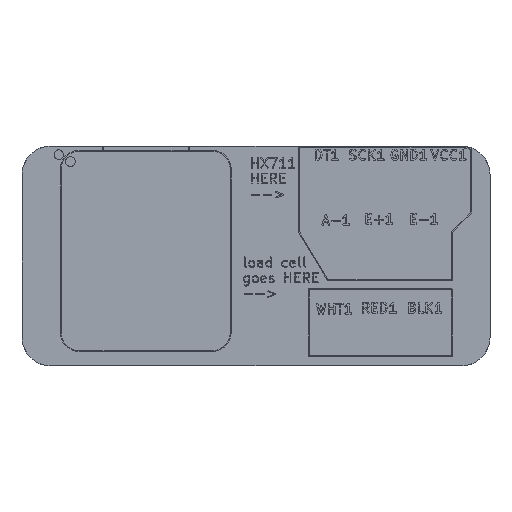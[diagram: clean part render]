
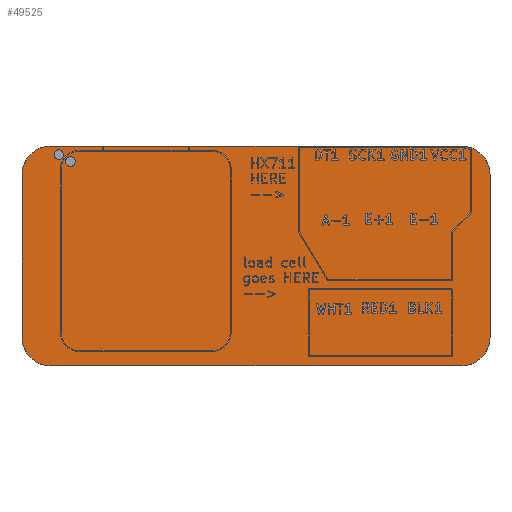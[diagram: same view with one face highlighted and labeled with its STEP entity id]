
A CAD part, top view. The second image highlights one B-rep face of the part: STEP entity #49525.
In plain terms, the highlighted planar face has unit normal (0, 0, 1).
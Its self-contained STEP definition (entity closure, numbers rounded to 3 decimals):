
#49525 = ADVANCED_FACE('',(#49526),#49660,.T.);
#49526 = FACE_BOUND('',#49527,.F.);
#49527 = EDGE_LOOP('',(#49528,#49539,#49547,#49555,#49563,#49572,#49580,
    #49588,#49596,#49605,#49613,#49621,#49629,#49638,#49646,#49654));
#49528 = ORIENTED_EDGE('',*,*,#49529,.T.);
#49529 = EDGE_CURVE('',#49530,#49532,#49534,.T.);
#49530 = VERTEX_POINT('',#49531);
#49531 = CARTESIAN_POINT('',(32.002,-24.832,1.56));
#49532 = VERTEX_POINT('',#49533);
#49533 = CARTESIAN_POINT('',(34.832,-22.002,1.56));
#49534 = CIRCLE('',#49535,3.002);
#49535 = AXIS2_PLACEMENT_3D('',#49536,#49537,#49538);
#49536 = CARTESIAN_POINT('',(35.,-25.,1.56));
#49537 = DIRECTION('',(0.,0.,-1.));
#49538 = DIRECTION('',(-0.998,0.056,0.));
#49539 = ORIENTED_EDGE('',*,*,#49540,.T.);
#49540 = EDGE_CURVE('',#49532,#49541,#49543,.T.);
#49541 = VERTEX_POINT('',#49542);
#49542 = CARTESIAN_POINT('',(35.,-22.,1.56));
#49543 = LINE('',#49544,#49545);
#49544 = CARTESIAN_POINT('',(34.832,-22.002,1.56));
#49545 = VECTOR('',#49546,1.);
#49546 = DIRECTION('',(1.,0.014,0.));
#49547 = ORIENTED_EDGE('',*,*,#49548,.T.);
#49548 = EDGE_CURVE('',#49541,#49549,#49551,.T.);
#49549 = VERTEX_POINT('',#49550);
#49550 = CARTESIAN_POINT('',(78.,-22.,1.56));
#49551 = LINE('',#49552,#49553);
#49552 = CARTESIAN_POINT('',(35.,-22.,1.56));
#49553 = VECTOR('',#49554,1.);
#49554 = DIRECTION('',(1.,0.,0.));
#49555 = ORIENTED_EDGE('',*,*,#49556,.T.);
#49556 = EDGE_CURVE('',#49549,#49557,#49559,.T.);
#49557 = VERTEX_POINT('',#49558);
#49558 = CARTESIAN_POINT('',(78.168,-22.002,1.56));
#49559 = LINE('',#49560,#49561);
#49560 = CARTESIAN_POINT('',(78.,-22.,1.56));
#49561 = VECTOR('',#49562,1.);
#49562 = DIRECTION('',(1.,-0.014,0.));
#49563 = ORIENTED_EDGE('',*,*,#49564,.T.);
#49564 = EDGE_CURVE('',#49557,#49565,#49567,.T.);
#49565 = VERTEX_POINT('',#49566);
#49566 = CARTESIAN_POINT('',(80.998,-24.832,1.56));
#49567 = CIRCLE('',#49568,3.002);
#49568 = AXIS2_PLACEMENT_3D('',#49569,#49570,#49571);
#49569 = CARTESIAN_POINT('',(78.,-25.,1.56));
#49570 = DIRECTION('',(0.,0.,-1.));
#49571 = DIRECTION('',(0.056,0.998,0.));
#49572 = ORIENTED_EDGE('',*,*,#49573,.T.);
#49573 = EDGE_CURVE('',#49565,#49574,#49576,.T.);
#49574 = VERTEX_POINT('',#49575);
#49575 = CARTESIAN_POINT('',(81.,-25.,1.56));
#49576 = LINE('',#49577,#49578);
#49577 = CARTESIAN_POINT('',(80.998,-24.832,1.56));
#49578 = VECTOR('',#49579,1.);
#49579 = DIRECTION('',(0.014,-1.,0.));
#49580 = ORIENTED_EDGE('',*,*,#49581,.T.);
#49581 = EDGE_CURVE('',#49574,#49582,#49584,.T.);
#49582 = VERTEX_POINT('',#49583);
#49583 = CARTESIAN_POINT('',(81.,-42.,1.56));
#49584 = LINE('',#49585,#49586);
#49585 = CARTESIAN_POINT('',(81.,-25.,1.56));
#49586 = VECTOR('',#49587,1.);
#49587 = DIRECTION('',(0.,-1.,0.));
#49588 = ORIENTED_EDGE('',*,*,#49589,.T.);
#49589 = EDGE_CURVE('',#49582,#49590,#49592,.T.);
#49590 = VERTEX_POINT('',#49591);
#49591 = CARTESIAN_POINT('',(80.998,-42.168,1.56));
#49592 = LINE('',#49593,#49594);
#49593 = CARTESIAN_POINT('',(81.,-42.,1.56));
#49594 = VECTOR('',#49595,1.);
#49595 = DIRECTION('',(-0.014,-1.,0.));
#49596 = ORIENTED_EDGE('',*,*,#49597,.T.);
#49597 = EDGE_CURVE('',#49590,#49598,#49600,.T.);
#49598 = VERTEX_POINT('',#49599);
#49599 = CARTESIAN_POINT('',(78.168,-44.998,1.56));
#49600 = CIRCLE('',#49601,3.002);
#49601 = AXIS2_PLACEMENT_3D('',#49602,#49603,#49604);
#49602 = CARTESIAN_POINT('',(78.,-42.,1.56));
#49603 = DIRECTION('',(0.,0.,-1.));
#49604 = DIRECTION('',(0.998,-0.056,0.));
#49605 = ORIENTED_EDGE('',*,*,#49606,.T.);
#49606 = EDGE_CURVE('',#49598,#49607,#49609,.T.);
#49607 = VERTEX_POINT('',#49608);
#49608 = CARTESIAN_POINT('',(78.,-45.,1.56));
#49609 = LINE('',#49610,#49611);
#49610 = CARTESIAN_POINT('',(78.168,-44.998,1.56));
#49611 = VECTOR('',#49612,1.);
#49612 = DIRECTION('',(-1.,-0.014,0.));
#49613 = ORIENTED_EDGE('',*,*,#49614,.T.);
#49614 = EDGE_CURVE('',#49607,#49615,#49617,.T.);
#49615 = VERTEX_POINT('',#49616);
#49616 = CARTESIAN_POINT('',(35.,-45.,1.56));
#49617 = LINE('',#49618,#49619);
#49618 = CARTESIAN_POINT('',(78.,-45.,1.56));
#49619 = VECTOR('',#49620,1.);
#49620 = DIRECTION('',(-1.,0.,0.));
#49621 = ORIENTED_EDGE('',*,*,#49622,.T.);
#49622 = EDGE_CURVE('',#49615,#49623,#49625,.T.);
#49623 = VERTEX_POINT('',#49624);
#49624 = CARTESIAN_POINT('',(34.832,-44.998,1.56));
#49625 = LINE('',#49626,#49627);
#49626 = CARTESIAN_POINT('',(35.,-45.,1.56));
#49627 = VECTOR('',#49628,1.);
#49628 = DIRECTION('',(-1.,0.014,0.));
#49629 = ORIENTED_EDGE('',*,*,#49630,.T.);
#49630 = EDGE_CURVE('',#49623,#49631,#49633,.T.);
#49631 = VERTEX_POINT('',#49632);
#49632 = CARTESIAN_POINT('',(32.002,-42.168,1.56));
#49633 = CIRCLE('',#49634,3.002);
#49634 = AXIS2_PLACEMENT_3D('',#49635,#49636,#49637);
#49635 = CARTESIAN_POINT('',(35.,-42.,1.56));
#49636 = DIRECTION('',(0.,0.,-1.));
#49637 = DIRECTION('',(-0.056,-0.998,-0.));
#49638 = ORIENTED_EDGE('',*,*,#49639,.T.);
#49639 = EDGE_CURVE('',#49631,#49640,#49642,.T.);
#49640 = VERTEX_POINT('',#49641);
#49641 = CARTESIAN_POINT('',(32.,-42.,1.56));
#49642 = LINE('',#49643,#49644);
#49643 = CARTESIAN_POINT('',(32.002,-42.168,1.56));
#49644 = VECTOR('',#49645,1.);
#49645 = DIRECTION('',(-0.014,1.,0.));
#49646 = ORIENTED_EDGE('',*,*,#49647,.T.);
#49647 = EDGE_CURVE('',#49640,#49648,#49650,.T.);
#49648 = VERTEX_POINT('',#49649);
#49649 = CARTESIAN_POINT('',(32.,-25.,1.56));
#49650 = LINE('',#49651,#49652);
#49651 = CARTESIAN_POINT('',(32.,-42.,1.56));
#49652 = VECTOR('',#49653,1.);
#49653 = DIRECTION('',(0.,1.,0.));
#49654 = ORIENTED_EDGE('',*,*,#49655,.T.);
#49655 = EDGE_CURVE('',#49648,#49530,#49656,.T.);
#49656 = LINE('',#49657,#49658);
#49657 = CARTESIAN_POINT('',(32.,-25.,1.56));
#49658 = VECTOR('',#49659,1.);
#49659 = DIRECTION('',(0.014,1.,0.));
#49660 = PLANE('',#49661);
#49661 = AXIS2_PLACEMENT_3D('',#49662,#49663,#49664);
#49662 = CARTESIAN_POINT('',(0.,0.,1.56));
#49663 = DIRECTION('',(0.,0.,1.));
#49664 = DIRECTION('',(1.,0.,-0.));
